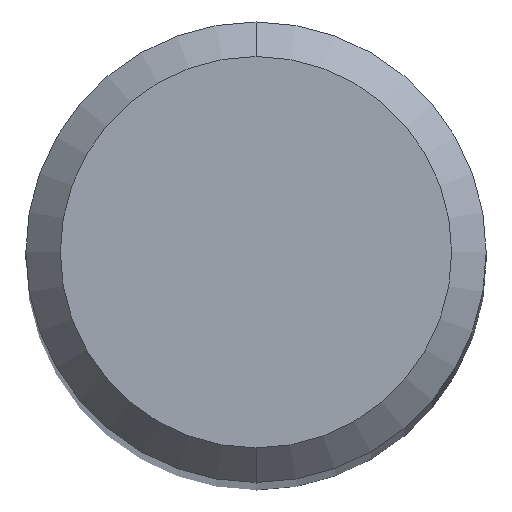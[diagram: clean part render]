
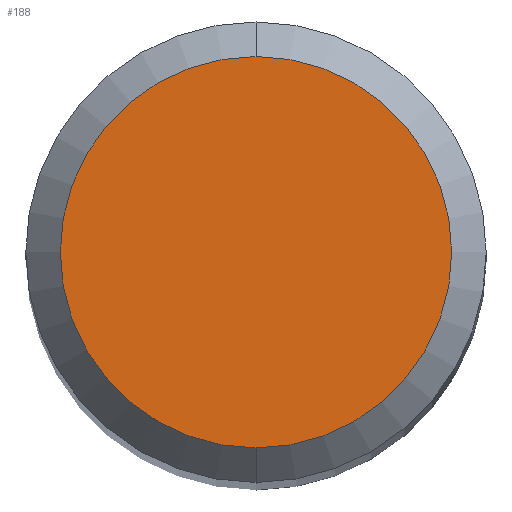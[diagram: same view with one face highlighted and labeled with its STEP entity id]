
A CAD part, top view. The second image highlights one B-rep face of the part: STEP entity #188.
In plain terms, the highlighted planar face has unit normal (0, 0, 1).
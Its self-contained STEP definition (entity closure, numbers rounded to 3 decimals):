
#124=EDGE_CURVE('',#146,#196,#275,.T.);
#146=VERTEX_POINT('',#300);
#188=ADVANCED_FACE('',(#349),#350,.T.);
#196=VERTEX_POINT('',#359);
#198=EDGE_CURVE('',#196,#146,#361,.T.);
#275=CIRCLE('',#443,1.7);
#300=CARTESIAN_POINT('',(0.0,1.7,0.0));
#349=FACE_OUTER_BOUND('',#534,.T.);
#350=PLANE('',#535);
#359=CARTESIAN_POINT('',(0.,-1.7,0.0));
#361=CIRCLE('',#549,1.7);
#443=AXIS2_PLACEMENT_3D('',#615,#616,#617);
#534=EDGE_LOOP('',(#720,#721));
#535=AXIS2_PLACEMENT_3D('',#722,#723,#724);
#549=AXIS2_PLACEMENT_3D('',#734,#735,#736);
#615=CARTESIAN_POINT('',(0.0,0.0,0.0));
#616=DIRECTION('',(0.0,0.0,-1.0));
#617=DIRECTION('',(0.0,1.0,0.0));
#720=ORIENTED_EDGE('',*,*,#124,.F.);
#721=ORIENTED_EDGE('',*,*,#198,.F.);
#722=CARTESIAN_POINT('',(0.0,0.85,0.0));
#723=DIRECTION('',(-0.0,0.0,1.0));
#724=DIRECTION('',(0.0,-1.0,0.0));
#734=CARTESIAN_POINT('',(0.0,0.0,0.0));
#735=DIRECTION('',(0.0,0.0,-1.0));
#736=DIRECTION('',(0.0,1.0,0.0));
